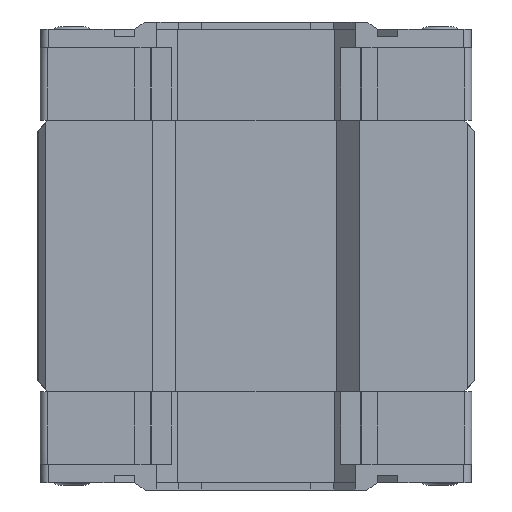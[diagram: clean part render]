
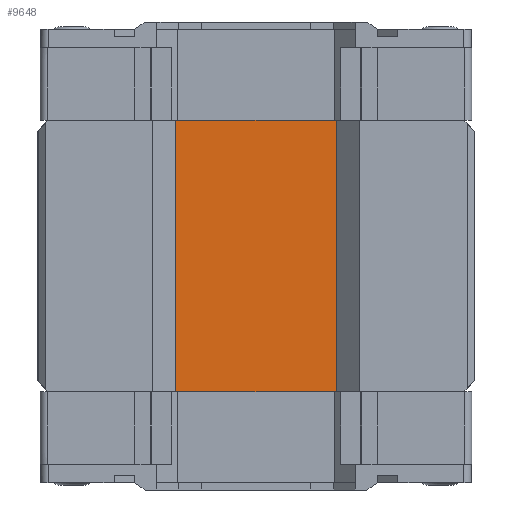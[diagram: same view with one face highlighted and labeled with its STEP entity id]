
A CAD part, front view. The second image highlights one B-rep face of the part: STEP entity #9648.
In plain terms, the highlighted planar face has unit normal (0, -1, 0).
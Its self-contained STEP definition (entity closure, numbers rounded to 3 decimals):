
#548=PLANE('',#10527);
#1056=FACE_OUTER_BOUND('',#1602,.T.);
#1602=EDGE_LOOP('',(#8945,#8946,#8947,#8948));
#2493=LINE('',#15686,#3517);
#2547=LINE('',#15851,#3571);
#2627=LINE('',#16034,#3651);
#2628=LINE('',#16036,#3652);
#3517=VECTOR('',#12880,10.);
#3571=VECTOR('',#13056,10.);
#3651=VECTOR('',#13236,10.);
#3652=VECTOR('',#13239,10.);
#4792=VERTEX_POINT('',#15683);
#4793=VERTEX_POINT('',#15685);
#4842=VERTEX_POINT('',#15848);
#4843=VERTEX_POINT('',#15850);
#6079=EDGE_CURVE('',#4792,#4793,#2493,.T.);
#6161=EDGE_CURVE('',#4842,#4843,#2547,.T.);
#6253=EDGE_CURVE('',#4792,#4843,#2627,.T.);
#6254=EDGE_CURVE('',#4793,#4842,#2628,.T.);
#8945=ORIENTED_EDGE('',*,*,#6253,.T.);
#8946=ORIENTED_EDGE('',*,*,#6161,.F.);
#8947=ORIENTED_EDGE('',*,*,#6254,.F.);
#8948=ORIENTED_EDGE('',*,*,#6079,.F.);
#9648=ADVANCED_FACE('',(#1056),#548,.T.);
#10527=AXIS2_PLACEMENT_3D('',#16035,#13237,#13238);
#12880=DIRECTION('',(-1.,0.,0.));
#13056=DIRECTION('',(1.,0.,0.));
#13236=DIRECTION('',(0.,0.,1.));
#13237=DIRECTION('center_axis',(0.,-1.,0.));
#13238=DIRECTION('ref_axis',(1.,0.,0.));
#13239=DIRECTION('',(0.,0.,1.));
#15683=CARTESIAN_POINT('',(11.27,-8.9,-18.6));
#15685=CARTESIAN_POINT('',(-11.27,-8.9,-18.6));
#15686=CARTESIAN_POINT('',(-11.27,-8.9,-18.6));
#15848=CARTESIAN_POINT('',(-11.27,-8.9,18.6));
#15850=CARTESIAN_POINT('',(11.27,-8.9,18.6));
#15851=CARTESIAN_POINT('',(-11.27,-8.9,18.6));
#16034=CARTESIAN_POINT('',(11.27,-8.9,0.));
#16035=CARTESIAN_POINT('Origin',(-11.27,-8.9,0.));
#16036=CARTESIAN_POINT('',(-11.27,-8.9,0.));
